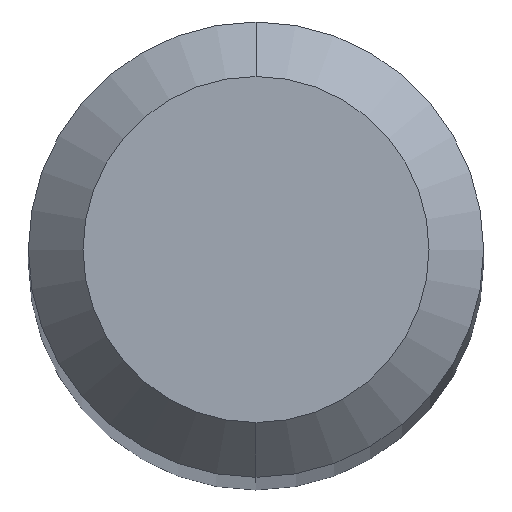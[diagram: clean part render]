
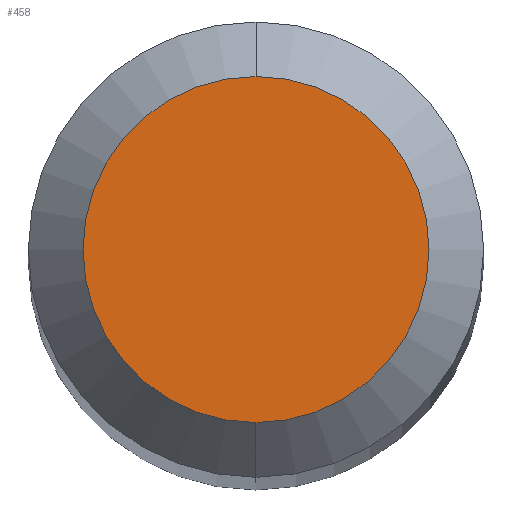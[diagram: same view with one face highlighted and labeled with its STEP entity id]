
A CAD part, top view. The second image highlights one B-rep face of the part: STEP entity #458.
In plain terms, the highlighted planar face has unit normal (0, 0, 1).
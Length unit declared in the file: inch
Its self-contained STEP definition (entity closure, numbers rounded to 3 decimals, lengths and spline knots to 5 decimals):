
#4 = DIRECTION ( 'NONE',  ( 0., 0., 1. ) ) ;
#18 = CIRCLE ( 'NONE', #161, 0.0475 ) ;
#21 = CARTESIAN_POINT ( 'NONE',  ( 0., 0.0475, 0. ) ) ;
#48 = CARTESIAN_POINT ( 'NONE',  ( 0., 0., 0. ) ) ;
#53 = CARTESIAN_POINT ( 'NONE',  ( 0., 0.0475, 0. ) ) ;
#59 = AXIS2_PLACEMENT_3D ( 'NONE', #21, #372, #103 ) ;
#103 = DIRECTION ( 'NONE',  ( 0., 1., 0. ) ) ;
#105 = EDGE_CURVE ( 'NONE', #247, #379, #18, .T. ) ;
#106 = CARTESIAN_POINT ( 'NONE',  ( 0., -0.0475, 0. ) ) ;
#121 = EDGE_LOOP ( 'NONE', ( #215, #288 ) ) ;
#161 = AXIS2_PLACEMENT_3D ( 'NONE', #48, #4, #185 ) ;
#185 = DIRECTION ( 'NONE',  ( 0., -1., 0. ) ) ;
#215 = ORIENTED_EDGE ( 'NONE', *, *, #333, .T. ) ;
#242 = CARTESIAN_POINT ( 'NONE',  ( 0., 0., 0. ) ) ;
#247 = VERTEX_POINT ( 'NONE', #106 ) ;
#288 = ORIENTED_EDGE ( 'NONE', *, *, #105, .T. ) ;
#333 = EDGE_CURVE ( 'NONE', #379, #247, #485, .T. ) ;
#355 = DIRECTION ( 'NONE',  ( 0., 0., 1. ) ) ;
#372 = DIRECTION ( 'NONE',  ( 0., 0., -1. ) ) ;
#379 = VERTEX_POINT ( 'NONE', #53 ) ;
#417 = PLANE ( 'NONE',  #59 ) ;
#441 = AXIS2_PLACEMENT_3D ( 'NONE', #242, #355, #505 ) ;
#456 = FACE_OUTER_BOUND ( 'NONE', #121, .T. ) ;
#458 = ADVANCED_FACE ( 'NONE', ( #456 ), #417, .F. ) ;
#485 = CIRCLE ( 'NONE', #441, 0.0475 ) ;
#505 = DIRECTION ( 'NONE',  ( 0., -1., 0. ) ) ;
